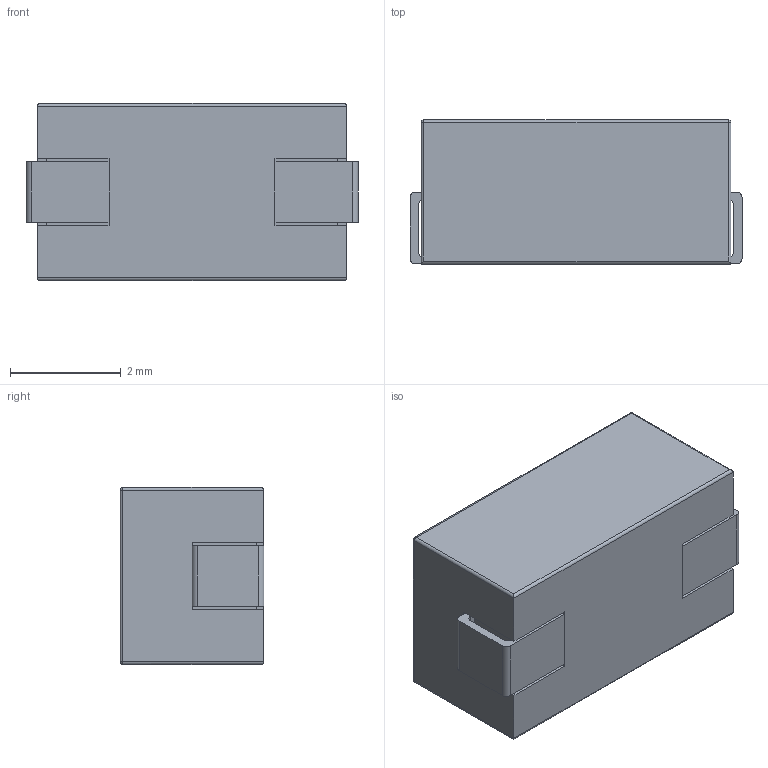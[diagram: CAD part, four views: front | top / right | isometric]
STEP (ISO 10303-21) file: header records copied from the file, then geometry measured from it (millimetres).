
FILE_DESCRIPTION (( 'STEP AP214' ), '1' );
FILE_NAME ('TPSC156K035R0350.STEP', '2022-09-21T06:50:53', ( '' ), ( '' ), 'SwSTEP 2.0', 'SolidWorks 2018', '' );
FILE_SCHEMA (( 'AUTOMOTIVE_DESIGN' ));
Length unit declared in the file: millimetre
Products named in the file (1): TPSC156K035R0350
Bounding box: 6 x 2.6 x 3.2 mm (x, y, z)
Volume: 46.5 mm3; surface area: 96.7 mm2
Topology: 3 solids, 3 shells, 61 faces, 153 edges, 94 vertices
Faces by surface type: plane 39, cylinder 18, sphere 4
Entity records: 2486 total; most frequent: CARTESIAN_POINT 317, ORIENTED_EDGE 298, DIRECTION 297, EDGE_CURVE 149, VECTOR 117, LINE 117, VERTEX_POINT 94, AXIS2_PLACEMENT_3D 90
